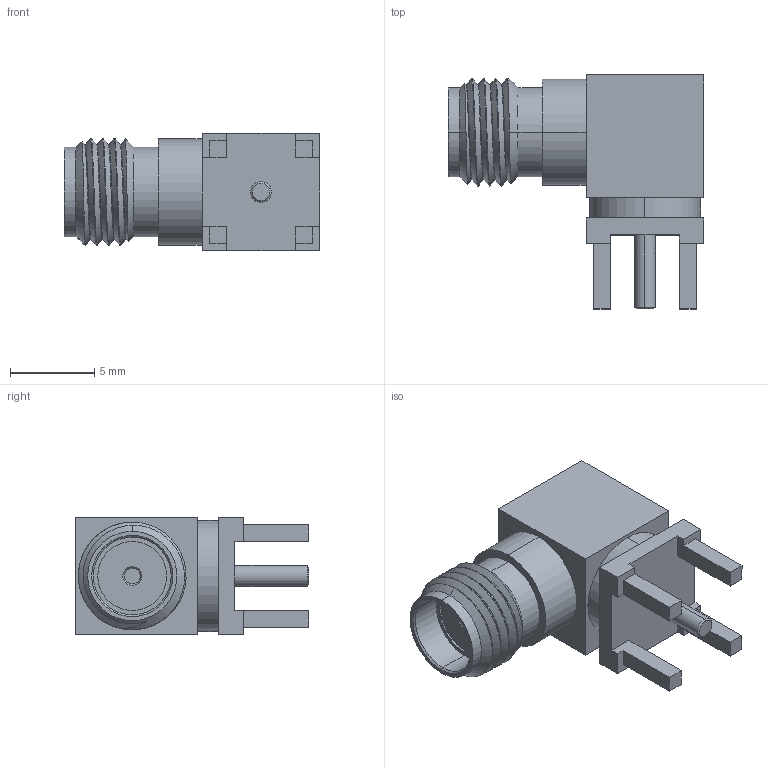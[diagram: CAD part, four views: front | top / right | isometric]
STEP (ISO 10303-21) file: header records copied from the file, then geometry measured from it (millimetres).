
FILE_DESCRIPTION (( 'STEP AP203' ), '1' );
FILE_NAME ('PCB.SMAFRA.NI.STEP', '2021-12-04T14:17:47', ( 'admin' ), ( '' ), 'SwSTEP 2.0', 'SolidWorks 2015', '' );
FILE_SCHEMA (( 'CONFIG_CONTROL_DESIGN' ));
Length unit declared in the file: millimetre
Products named in the file (1): PCB.SMAFRA.NI
Bounding box: 15.2 x 13.9 x 7 mm (x, y, z)
Volume: 661.5 mm3; surface area: 697.2 mm2
Topology: 1 solids, 1 shells, 81 faces, 202 edges, 131 vertices
Faces by surface type: plane 43, cylinder 24, cone 11, bspline 3
Entity records: 3320 total; most frequent: CARTESIAN_POINT 1349, ORIENTED_EDGE 404, DIRECTION 376, EDGE_CURVE 202, VECTOR 134, LINE 134, VERTEX_POINT 131, AXIS2_PLACEMENT_3D 121
